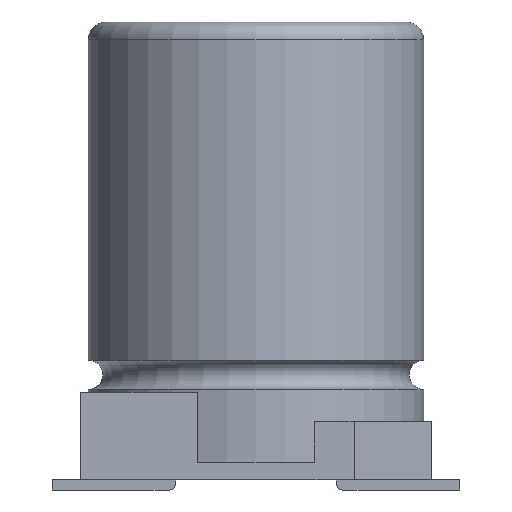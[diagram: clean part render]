
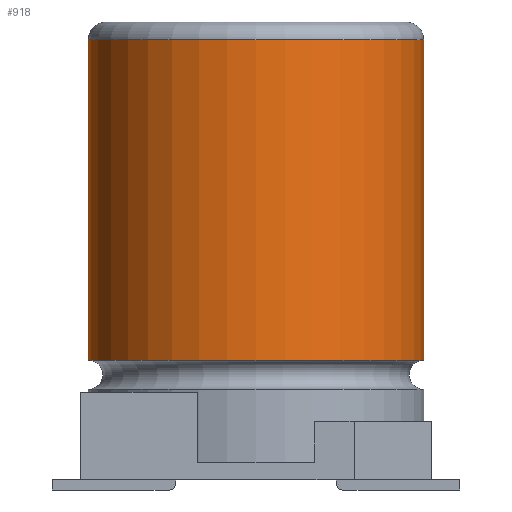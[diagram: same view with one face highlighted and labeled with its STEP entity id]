
A CAD part, front view. The second image highlights one B-rep face of the part: STEP entity #918.
In plain terms, the highlighted cylindrical face has radius 5.019 mm (diameter 10.037 mm), a full revolution.
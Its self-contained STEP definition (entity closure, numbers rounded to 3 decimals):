
#24=CYLINDRICAL_SURFACE('',#998,5.018);
#39=CIRCLE('',#991,5.018);
#43=CIRCLE('',#995,5.018);
#45=CIRCLE('',#999,5.018);
#46=CIRCLE('',#1000,5.018);
#92=FACE_OUTER_BOUND('',#140,.T.);
#140=EDGE_LOOP('',(#765,#766,#767,#768,#769,#770));
#240=LINE('',#1487,#338);
#338=VECTOR('',#1229,5.018);
#411=VERTEX_POINT('',#1468);
#412=VERTEX_POINT('',#1469);
#417=VERTEX_POINT('',#1483);
#418=VERTEX_POINT('',#1484);
#528=EDGE_CURVE('',#411,#412,#39,.T.);
#532=EDGE_CURVE('',#412,#411,#43,.T.);
#535=EDGE_CURVE('',#417,#418,#45,.T.);
#536=EDGE_CURVE('',#418,#417,#46,.T.);
#537=EDGE_CURVE('',#418,#411,#240,.T.);
#765=ORIENTED_EDGE('',*,*,#535,.F.);
#766=ORIENTED_EDGE('',*,*,#536,.F.);
#767=ORIENTED_EDGE('',*,*,#537,.T.);
#768=ORIENTED_EDGE('',*,*,#532,.F.);
#769=ORIENTED_EDGE('',*,*,#528,.F.);
#770=ORIENTED_EDGE('',*,*,#537,.F.);
#918=ADVANCED_FACE('',(#92),#24,.T.);
#991=AXIS2_PLACEMENT_3D('',#1470,#1208,#1209);
#995=AXIS2_PLACEMENT_3D('',#1476,#1216,#1217);
#998=AXIS2_PLACEMENT_3D('',#1482,#1223,#1224);
#999=AXIS2_PLACEMENT_3D('',#1485,#1225,#1226);
#1000=AXIS2_PLACEMENT_3D('',#1486,#1227,#1228);
#1208=DIRECTION('center_axis',(0.,0.,1.));
#1209=DIRECTION('ref_axis',(0.,1.,0.));
#1216=DIRECTION('center_axis',(0.,0.,1.));
#1217=DIRECTION('ref_axis',(0.,1.,0.));
#1223=DIRECTION('center_axis',(0.,0.,-1.));
#1224=DIRECTION('ref_axis',(0.,1.,0.));
#1225=DIRECTION('center_axis',(0.,0.,-1.));
#1226=DIRECTION('ref_axis',(0.,1.,0.));
#1227=DIRECTION('center_axis',(0.,0.,-1.));
#1228=DIRECTION('ref_axis',(0.,1.,0.));
#1229=DIRECTION('',(0.,0.,1.));
#1468=CARTESIAN_POINT('',(5.25,0.232,13.175));
#1469=CARTESIAN_POINT('',(10.268,5.25,13.175));
#1470=CARTESIAN_POINT('Origin',(5.25,5.25,13.175));
#1476=CARTESIAN_POINT('Origin',(5.25,5.25,13.175));
#1482=CARTESIAN_POINT('Origin',(5.25,5.25,10.2));
#1483=CARTESIAN_POINT('',(5.25,10.268,3.584));
#1484=CARTESIAN_POINT('',(5.25,0.232,3.584));
#1485=CARTESIAN_POINT('Origin',(5.25,5.25,3.584));
#1486=CARTESIAN_POINT('Origin',(5.25,5.25,3.584));
#1487=CARTESIAN_POINT('',(5.25,0.232,10.2));
